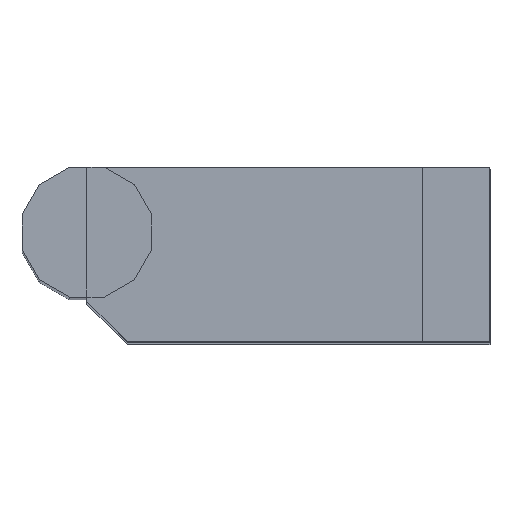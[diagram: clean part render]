
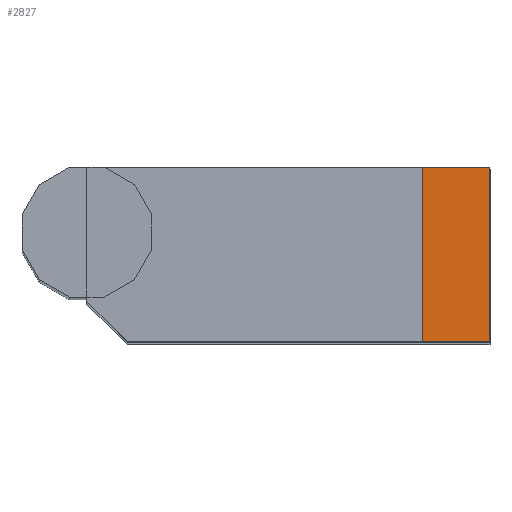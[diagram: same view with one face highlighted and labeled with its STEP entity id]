
A CAD part, top view. The second image highlights one B-rep face of the part: STEP entity #2827.
In plain terms, the highlighted planar face has unit normal (0, 0, 1).
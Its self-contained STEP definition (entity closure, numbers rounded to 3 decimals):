
#1720 = PLANE('',#1721);
#1721 = AXIS2_PLACEMENT_3D('',#1722,#1723,#1724);
#1722 = CARTESIAN_POINT('',(17.717,4.83,0.
    ));
#1723 = DIRECTION('',(0.,1.,0.));
#1724 = DIRECTION('',(0.,0.,1.));
#1748 = PLANE('',#1749);
#1749 = AXIS2_PLACEMENT_3D('',#1750,#1751,#1752);
#1750 = CARTESIAN_POINT('',(30.,4.83,70.));
#1751 = DIRECTION('',(1.,0.,0.));
#1752 = DIRECTION('',(0.,0.,-1.));
#1776 = PLANE('',#1777);
#1777 = AXIS2_PLACEMENT_3D('',#1778,#1779,#1780);
#1778 = CARTESIAN_POINT('',(17.717,-8.17,
    0.));
#1779 = DIRECTION('',(0.,1.,0.));
#1780 = DIRECTION('',(0.,0.,1.));
#2316 = VERTEX_POINT('',#2317);
#2317 = CARTESIAN_POINT('',(25.,-8.17,70.));
#2331 = PLANE('',#2332);
#2332 = AXIS2_PLACEMENT_3D('',#2333,#2334,#2335);
#2333 = CARTESIAN_POINT('',(25.,4.83,60.));
#2334 = DIRECTION('',(-1.,0.,0.));
#2335 = DIRECTION('',(0.,0.,1.));
#2343 = EDGE_CURVE('',#2316,#2344,#2346,.T.);
#2344 = VERTEX_POINT('',#2345);
#2345 = CARTESIAN_POINT('',(30.,-8.17,70.));
#2346 = SURFACE_CURVE('',#2347,(#2351,#2358),.PCURVE_S1.);
#2347 = LINE('',#2348,#2349);
#2348 = CARTESIAN_POINT('',(25.,-8.17,70.));
#2349 = VECTOR('',#2350,1.);
#2350 = DIRECTION('',(1.,0.,0.));
#2351 = PCURVE('',#1776,#2352);
#2352 = DEFINITIONAL_REPRESENTATION('',(#2353),#2357);
#2353 = LINE('',#2354,#2355);
#2354 = CARTESIAN_POINT('',(70.,7.283));
#2355 = VECTOR('',#2356,1.);
#2356 = DIRECTION('',(0.,1.));
#2357 = ( GEOMETRIC_REPRESENTATION_CONTEXT(2) 
PARAMETRIC_REPRESENTATION_CONTEXT() REPRESENTATION_CONTEXT('2D SPACE',''
  ) );
#2358 = PCURVE('',#2359,#2364);
#2359 = PLANE('',#2360);
#2360 = AXIS2_PLACEMENT_3D('',#2361,#2362,#2363);
#2361 = CARTESIAN_POINT('',(25.,4.83,70.));
#2362 = DIRECTION('',(0.,0.,1.));
#2363 = DIRECTION('',(1.,0.,0.));
#2364 = DEFINITIONAL_REPRESENTATION('',(#2365),#2369);
#2365 = LINE('',#2366,#2367);
#2366 = CARTESIAN_POINT('',(0.,-13.));
#2367 = VECTOR('',#2368,1.);
#2368 = DIRECTION('',(1.,0.));
#2369 = ( GEOMETRIC_REPRESENTATION_CONTEXT(2) 
PARAMETRIC_REPRESENTATION_CONTEXT() REPRESENTATION_CONTEXT('2D SPACE',''
  ) );
#2397 = EDGE_CURVE('',#2398,#2344,#2400,.T.);
#2398 = VERTEX_POINT('',#2399);
#2399 = CARTESIAN_POINT('',(30.,4.83,70.));
#2400 = SURFACE_CURVE('',#2401,(#2405,#2412),.PCURVE_S1.);
#2401 = LINE('',#2402,#2403);
#2402 = CARTESIAN_POINT('',(30.,4.83,70.));
#2403 = VECTOR('',#2404,1.);
#2404 = DIRECTION('',(0.,-1.,0.));
#2405 = PCURVE('',#1748,#2406);
#2406 = DEFINITIONAL_REPRESENTATION('',(#2407),#2411);
#2407 = LINE('',#2408,#2409);
#2408 = CARTESIAN_POINT('',(0.,0.));
#2409 = VECTOR('',#2410,1.);
#2410 = DIRECTION('',(0.,-1.));
#2411 = ( GEOMETRIC_REPRESENTATION_CONTEXT(2) 
PARAMETRIC_REPRESENTATION_CONTEXT() REPRESENTATION_CONTEXT('2D SPACE',''
  ) );
#2412 = PCURVE('',#2359,#2413);
#2413 = DEFINITIONAL_REPRESENTATION('',(#2414),#2418);
#2414 = LINE('',#2415,#2416);
#2415 = CARTESIAN_POINT('',(5.,0.));
#2416 = VECTOR('',#2417,1.);
#2417 = DIRECTION('',(0.,-1.));
#2418 = ( GEOMETRIC_REPRESENTATION_CONTEXT(2) 
PARAMETRIC_REPRESENTATION_CONTEXT() REPRESENTATION_CONTEXT('2D SPACE',''
  ) );
#2528 = VERTEX_POINT('',#2529);
#2529 = CARTESIAN_POINT('',(25.,4.83,70.));
#2550 = EDGE_CURVE('',#2528,#2398,#2551,.T.);
#2551 = SURFACE_CURVE('',#2552,(#2556,#2563),.PCURVE_S1.);
#2552 = LINE('',#2553,#2554);
#2553 = CARTESIAN_POINT('',(25.,4.83,70.));
#2554 = VECTOR('',#2555,1.);
#2555 = DIRECTION('',(1.,0.,0.));
#2556 = PCURVE('',#1720,#2557);
#2557 = DEFINITIONAL_REPRESENTATION('',(#2558),#2562);
#2558 = LINE('',#2559,#2560);
#2559 = CARTESIAN_POINT('',(70.,7.283));
#2560 = VECTOR('',#2561,1.);
#2561 = DIRECTION('',(0.,1.));
#2562 = ( GEOMETRIC_REPRESENTATION_CONTEXT(2) 
PARAMETRIC_REPRESENTATION_CONTEXT() REPRESENTATION_CONTEXT('2D SPACE',''
  ) );
#2563 = PCURVE('',#2359,#2564);
#2564 = DEFINITIONAL_REPRESENTATION('',(#2565),#2569);
#2565 = LINE('',#2566,#2567);
#2566 = CARTESIAN_POINT('',(0.,0.));
#2567 = VECTOR('',#2568,1.);
#2568 = DIRECTION('',(1.,0.));
#2569 = ( GEOMETRIC_REPRESENTATION_CONTEXT(2) 
PARAMETRIC_REPRESENTATION_CONTEXT() REPRESENTATION_CONTEXT('2D SPACE',''
  ) );
#2780 = EDGE_CURVE('',#2528,#2316,#2781,.T.);
#2781 = SURFACE_CURVE('',#2782,(#2786,#2793),.PCURVE_S1.);
#2782 = LINE('',#2783,#2784);
#2783 = CARTESIAN_POINT('',(25.,4.83,70.));
#2784 = VECTOR('',#2785,1.);
#2785 = DIRECTION('',(0.,-1.,0.));
#2786 = PCURVE('',#2331,#2787);
#2787 = DEFINITIONAL_REPRESENTATION('',(#2788),#2792);
#2788 = LINE('',#2789,#2790);
#2789 = CARTESIAN_POINT('',(10.,0.));
#2790 = VECTOR('',#2791,1.);
#2791 = DIRECTION('',(0.,-1.));
#2792 = ( GEOMETRIC_REPRESENTATION_CONTEXT(2) 
PARAMETRIC_REPRESENTATION_CONTEXT() REPRESENTATION_CONTEXT('2D SPACE',''
  ) );
#2793 = PCURVE('',#2359,#2794);
#2794 = DEFINITIONAL_REPRESENTATION('',(#2795),#2799);
#2795 = LINE('',#2796,#2797);
#2796 = CARTESIAN_POINT('',(0.,0.));
#2797 = VECTOR('',#2798,1.);
#2798 = DIRECTION('',(0.,-1.));
#2799 = ( GEOMETRIC_REPRESENTATION_CONTEXT(2) 
PARAMETRIC_REPRESENTATION_CONTEXT() REPRESENTATION_CONTEXT('2D SPACE',''
  ) );
#2827 = ADVANCED_FACE('',(#2828),#2359,.T.);
#2828 = FACE_BOUND('',#2829,.T.);
#2829 = EDGE_LOOP('',(#2830,#2831,#2832,#2833));
#2830 = ORIENTED_EDGE('',*,*,#2780,.T.);
#2831 = ORIENTED_EDGE('',*,*,#2343,.T.);
#2832 = ORIENTED_EDGE('',*,*,#2397,.F.);
#2833 = ORIENTED_EDGE('',*,*,#2550,.F.);
